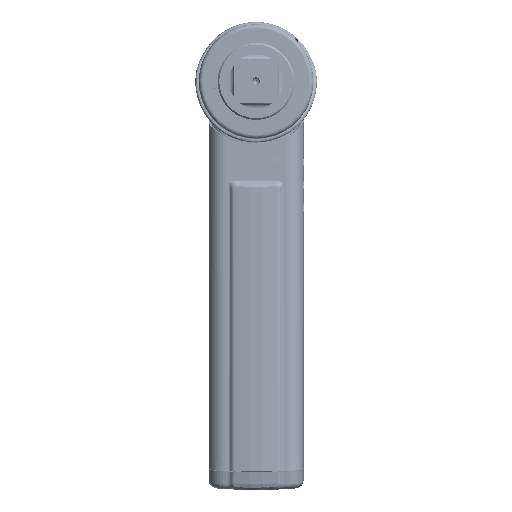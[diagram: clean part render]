
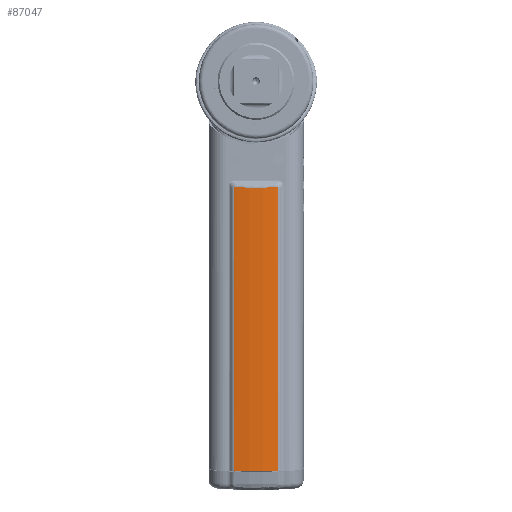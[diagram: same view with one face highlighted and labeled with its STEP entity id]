
A CAD part, top view. The second image highlights one B-rep face of the part: STEP entity #87047.
In plain terms, the highlighted cylindrical face has radius 86.25 mm (diameter 172.5 mm), a partial arc.
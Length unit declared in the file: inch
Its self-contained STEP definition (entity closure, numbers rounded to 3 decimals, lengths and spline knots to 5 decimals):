
#78972=DIRECTION('',(0.,-1.,0.));
#78973=VECTOR('',#78972,6.5104);
#78974=CARTESIAN_POINT('',(-0.50631,-2.44815,
0.26684));
#78975=LINE('',#78974,#78973);
#78976=CARTESIAN_POINT('',(-0.45627,-2.41337,
0.274));
#78977=CARTESIAN_POINT('',(-0.46218,-2.41259,
0.2732));
#78978=CARTESIAN_POINT('',(-0.47313,-2.41224,
0.27169));
#78979=CARTESIAN_POINT('',(-0.48771,-2.4157,
0.2696));
#78980=CARTESIAN_POINT('',(-0.4983,-2.42309,
0.26804));
#78981=CARTESIAN_POINT('',(-0.50475,-2.43368,
0.26707));
#78982=CARTESIAN_POINT('',(-0.50631,-2.44296,
0.26684));
#78983=CARTESIAN_POINT('',(-0.50631,-2.44815,
0.26684));
#78985=CARTESIAN_POINT('',(0.45627,-2.41337,
0.274));
#78986=CARTESIAN_POINT('',(0.35554,-2.42666,
0.28766));
#78987=CARTESIAN_POINT('',(0.15284,-2.44447,
0.30594));
#78988=CARTESIAN_POINT('',(-0.15276,-2.44447,
0.30594));
#78989=CARTESIAN_POINT('',(-0.35551,-2.42667,
0.28766));
#78990=CARTESIAN_POINT('',(-0.45627,-2.41337,
0.274));
#78992=CARTESIAN_POINT('',(0.50631,-2.44815,
0.26684));
#78993=CARTESIAN_POINT('',(0.50631,-2.44296,
0.26684));
#78994=CARTESIAN_POINT('',(0.50475,-2.43368,
0.26707));
#78995=CARTESIAN_POINT('',(0.4983,-2.4231,
0.26804));
#78996=CARTESIAN_POINT('',(0.48772,-2.41571,
0.2696));
#78997=CARTESIAN_POINT('',(0.47313,-2.41224,
0.27169));
#78998=CARTESIAN_POINT('',(0.46218,-2.41259,
0.2732));
#78999=CARTESIAN_POINT('',(0.45627,-2.41337,
0.274));
#79001=DIRECTION('',(0.,1.,0.));
#79002=VECTOR('',#79001,6.5104);
#79003=CARTESIAN_POINT('',(0.50631,-8.95854,
0.26684));
#79004=LINE('',#79003,#79002);
#79014=CARTESIAN_POINT('',(0.,-8.95854,-3.09087));
#79015=DIRECTION('',(0.,-1.,0.));
#79016=DIRECTION('',(0.149,0.,0.989));
#79017=AXIS2_PLACEMENT_3D('',#79014,#79015,#79016);
#84914=CARTESIAN_POINT('',(0.50631,-8.95854,
0.26684));
#84915=CARTESIAN_POINT('',(-0.50631,-8.95854,
0.26684));
#84916=VERTEX_POINT('',#84914);
#84917=VERTEX_POINT('',#84915);
#84924=VERTEX_POINT('',#78976);
#84925=VERTEX_POINT('',#78983);
#84926=VERTEX_POINT('',#78985);
#84927=VERTEX_POINT('',#78992);
#87029=CARTESIAN_POINT('',(0.,-2.2302,-3.09087));
#87030=DIRECTION('',(0.,-1.,0.));
#87031=DIRECTION('',(1.,0.,0.));
#87032=AXIS2_PLACEMENT_3D('',#87029,#87030,#87031);
#87033=CYLINDRICAL_SURFACE('',#87032,3.39567);
#87035=ORIENTED_EDGE('',*,*,#87034,.T.);
#87037=ORIENTED_EDGE('',*,*,#87036,.F.);
#87039=ORIENTED_EDGE('',*,*,#87038,.F.);
#87040=ORIENTED_EDGE('',*,*,#87019,.F.);
#87042=ORIENTED_EDGE('',*,*,#87041,.F.);
#87044=ORIENTED_EDGE('',*,*,#87043,.F.);
#87045=EDGE_LOOP('',(#87035,#87037,#87039,#87040,#87042,#87044));
#87046=FACE_OUTER_BOUND('',#87045,.F.);
#87047=ADVANCED_FACE('',(#87046),#87033,.T.);
#78984=B_SPLINE_CURVE_WITH_KNOTS('',3,(#78976,#78977,#78978,#78979,#78980,
#78981,#78982,#78983),.UNSPECIFIED.,.F.,.F.,(4,1,1,1,1,4),(0.,0.2,0.4,
0.6,0.8,1.),.UNSPECIFIED.);
#78991=B_SPLINE_CURVE_WITH_KNOTS('',3,(#78985,#78986,#78987,#78988,#78989,
#78990),.UNSPECIFIED.,.F.,.F.,(4,1,1,4),(0.,0.33333,
0.66667,1.),.UNSPECIFIED.);
#79000=B_SPLINE_CURVE_WITH_KNOTS('',3,(#78992,#78993,#78994,#78995,#78996,
#78997,#78998,#78999),.UNSPECIFIED.,.F.,.F.,(4,1,1,1,1,4),(0.,0.2,0.4,
0.6,0.8,1.),.UNSPECIFIED.);
#79018=CIRCLE('',#79017,3.39567);
#87019=EDGE_CURVE('',#84926,#84924,#78991,.T.);
#87034=EDGE_CURVE('',#84916,#84917,#79018,.T.);
#87036=EDGE_CURVE('',#84925,#84917,#78975,.T.);
#87038=EDGE_CURVE('',#84924,#84925,#78984,.T.);
#87041=EDGE_CURVE('',#84927,#84926,#79000,.T.);
#87043=EDGE_CURVE('',#84916,#84927,#79004,.T.);
